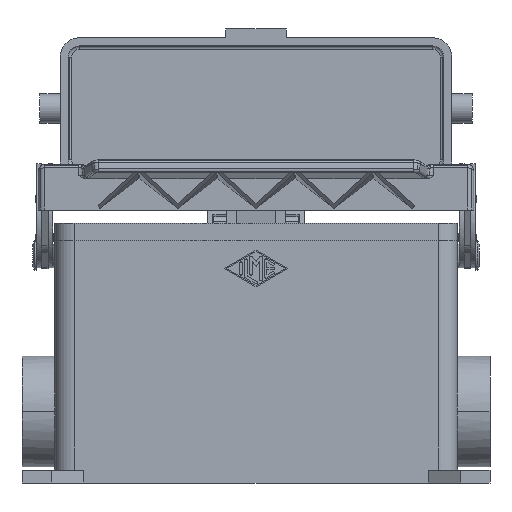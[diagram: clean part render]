
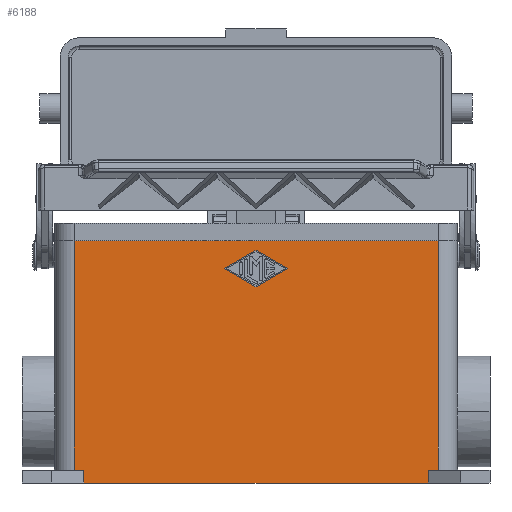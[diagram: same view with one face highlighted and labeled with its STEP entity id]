
A CAD part, front view. The second image highlights one B-rep face of the part: STEP entity #6188.
In plain terms, the highlighted planar face has unit normal (0, -1, 0).
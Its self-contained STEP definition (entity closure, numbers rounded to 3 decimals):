
#5346=CARTESIAN_POINT('',(-9.75,-21.75,15.));
#5347=VERTEX_POINT('',#5346);
#5354=CARTESIAN_POINT('',(0.,-21.75,9.375));
#5355=VERTEX_POINT('',#5354);
#5356=CARTESIAN_POINT('',(0.,-21.75,9.375));
#5357=DIRECTION('',(-0.866,0.0,0.5));
#5358=VECTOR('',#5357,11.256);
#5359=LINE('',#5356,#5358);
#5360=EDGE_CURVE('',#5355,#5347,#5359,.T.);
#5385=CARTESIAN_POINT('',(9.75,-21.75,15.));
#5386=VERTEX_POINT('',#5385);
#5387=CARTESIAN_POINT('',(9.75,-21.75,15.));
#5388=DIRECTION('',(-0.866,0.0,-0.5));
#5389=VECTOR('',#5388,11.256);
#5390=LINE('',#5387,#5389);
#5391=EDGE_CURVE('',#5386,#5355,#5390,.T.);
#5416=CARTESIAN_POINT('',(0.,-21.75,20.625));
#5417=VERTEX_POINT('',#5416);
#5418=CARTESIAN_POINT('',(0.,-21.75,20.625));
#5419=DIRECTION('',(0.866,0.0,-0.5));
#5420=VECTOR('',#5419,11.256);
#5421=LINE('',#5418,#5420);
#5422=EDGE_CURVE('',#5417,#5386,#5421,.T.);
#5445=CARTESIAN_POINT('',(-9.75,-21.75,15.));
#5446=DIRECTION('',(0.866,0.0,0.5));
#5447=VECTOR('',#5446,11.256);
#5448=LINE('',#5445,#5447);
#5449=EDGE_CURVE('',#5347,#5417,#5448,.T.);
#6111=CARTESIAN_POINT('',(53.0,-21.75,-51.0));
#6112=DIRECTION('',(0.0,-1.0,0.0));
#6113=DIRECTION('',(0.0,0.0,-1.0));
#6114=AXIS2_PLACEMENT_3D('',#6111,#6112,#6113);
#6115=PLANE('',#6114);
#6116=CARTESIAN_POINT('',(-53.0,-21.75,-51.0));
#6117=VERTEX_POINT('',#6116);
#6118=CARTESIAN_POINT('',(-53.0,-21.75,-47.));
#6119=VERTEX_POINT('',#6118);
#6120=CARTESIAN_POINT('',(-53.0,-21.75,-51.0));
#6121=DIRECTION('',(0.0,0.0,1.0));
#6122=VECTOR('',#6121,4.);
#6123=LINE('',#6120,#6122);
#6124=EDGE_CURVE('',#6117,#6119,#6123,.T.);
#6125=ORIENTED_EDGE('',*,*,#6124,.F.);
#6126=CARTESIAN_POINT('',(53.0,-21.75,-51.0));
#6127=VERTEX_POINT('',#6126);
#6128=CARTESIAN_POINT('',(53.0,-21.75,-51.0));
#6129=DIRECTION('',(-1.0,0.0,0.0));
#6130=VECTOR('',#6129,106.0);
#6131=LINE('',#6128,#6130);
#6132=EDGE_CURVE('',#6127,#6117,#6131,.T.);
#6133=ORIENTED_EDGE('',*,*,#6132,.F.);
#6134=CARTESIAN_POINT('',(53.0,-21.75,-47.));
#6135=VERTEX_POINT('',#6134);
#6136=CARTESIAN_POINT('',(53.0,-21.75,-51.0));
#6137=DIRECTION('',(0.0,0.0,1.0));
#6138=VECTOR('',#6137,4.);
#6139=LINE('',#6136,#6138);
#6140=EDGE_CURVE('',#6127,#6135,#6139,.T.);
#6141=ORIENTED_EDGE('',*,*,#6140,.T.);
#6142=CARTESIAN_POINT('',(56.0,-21.75,-47.));
#6143=VERTEX_POINT('',#6142);
#6144=CARTESIAN_POINT('',(56.0,-21.75,-47.));
#6145=DIRECTION('',(-1.0,0.0,0.0));
#6146=VECTOR('',#6145,3.0);
#6147=LINE('',#6144,#6146);
#6148=EDGE_CURVE('',#6143,#6135,#6147,.T.);
#6149=ORIENTED_EDGE('',*,*,#6148,.F.);
#6150=CARTESIAN_POINT('',(56.0,-21.75,23.5));
#6151=VERTEX_POINT('',#6150);
#6152=CARTESIAN_POINT('',(56.0,-21.75,-47.));
#6153=DIRECTION('',(0.0,0.0,1.0));
#6154=VECTOR('',#6153,70.5);
#6155=LINE('',#6152,#6154);
#6156=EDGE_CURVE('',#6143,#6151,#6155,.T.);
#6157=ORIENTED_EDGE('',*,*,#6156,.T.);
#6158=CARTESIAN_POINT('',(-56.0,-21.75,23.5));
#6159=VERTEX_POINT('',#6158);
#6160=CARTESIAN_POINT('',(56.0,-21.75,23.5));
#6161=DIRECTION('',(-1.0,0.0,0.0));
#6162=VECTOR('',#6161,112.0);
#6163=LINE('',#6160,#6162);
#6164=EDGE_CURVE('',#6151,#6159,#6163,.T.);
#6165=ORIENTED_EDGE('',*,*,#6164,.T.);
#6166=CARTESIAN_POINT('',(-56.0,-21.75,-47.));
#6167=VERTEX_POINT('',#6166);
#6168=CARTESIAN_POINT('',(-56.0,-21.75,-47.));
#6169=DIRECTION('',(0.0,0.0,1.0));
#6170=VECTOR('',#6169,70.5);
#6171=LINE('',#6168,#6170);
#6172=EDGE_CURVE('',#6167,#6159,#6171,.T.);
#6173=ORIENTED_EDGE('',*,*,#6172,.F.);
#6174=CARTESIAN_POINT('',(-53.0,-21.75,-47.));
#6175=DIRECTION('',(-1.0,0.0,0.0));
#6176=VECTOR('',#6175,3.0);
#6177=LINE('',#6174,#6176);
#6178=EDGE_CURVE('',#6119,#6167,#6177,.T.);
#6179=ORIENTED_EDGE('',*,*,#6178,.F.);
#6180=EDGE_LOOP('',(#6125,#6133,#6141,#6149,#6157,#6165,#6173,#6179));
#6181=FACE_OUTER_BOUND('',#6180,.T.);
#6182=ORIENTED_EDGE('',*,*,#5360,.T.);
#6183=ORIENTED_EDGE('',*,*,#5449,.T.);
#6184=ORIENTED_EDGE('',*,*,#5422,.T.);
#6185=ORIENTED_EDGE('',*,*,#5391,.T.);
#6186=EDGE_LOOP('',(#6182,#6183,#6184,#6185));
#6187=FACE_BOUND('',#6186,.T.);
#6188=ADVANCED_FACE('',(#6181,#6187),#6115,.T.);
